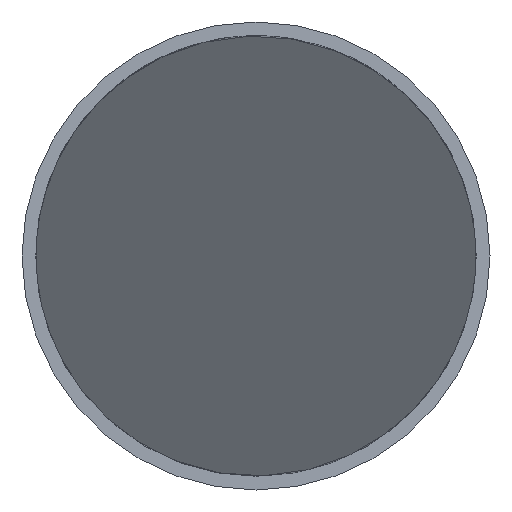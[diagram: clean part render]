
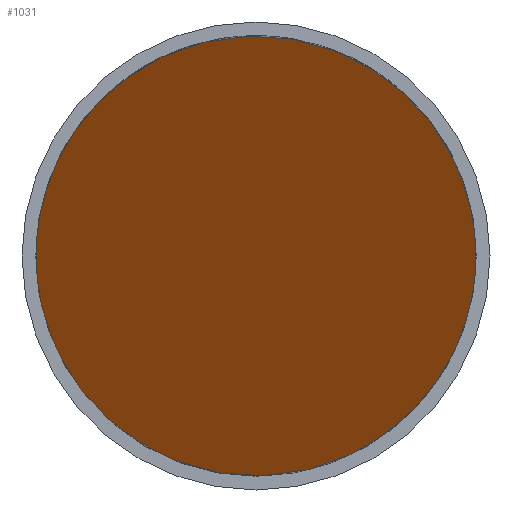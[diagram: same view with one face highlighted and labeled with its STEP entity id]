
A CAD part, front view. The second image highlights one B-rep face of the part: STEP entity #1031.
In plain terms, the highlighted planar face has unit normal (-0.707, -0.707, 0).
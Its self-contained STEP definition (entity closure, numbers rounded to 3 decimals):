
#150 = PLANE ( 'NONE',  #577 ) ;
#323 = VERTEX_POINT ( 'NONE', #2730 ) ;
#355 = ORIENTED_EDGE ( 'NONE', *, *, #414, .T. ) ;
#414 = EDGE_CURVE ( 'Defeature ausgef�hrt2_16+Defeature ausgef�hrt2_10+Defeature ausgef�hrt2_10+Defeature ausgef�hrt2_10', #967, #323, #2913, .T. ) ;
#519 = CARTESIAN_POINT ( 'NONE',  ( 3.995, -57., 7.99 ) ) ;
#577 = AXIS2_PLACEMENT_3D ( 'NONE', #3074, #2322, #1380 ) ;
#636 = CARTESIAN_POINT ( 'NONE',  ( -3.995, -49.01, 0. ) ) ;
#731 = FACE_OUTER_BOUND ( 'NONE', #2015, .T. ) ;
#967 = VERTEX_POINT ( 'NONE', #1371 ) ;
#1031 = ADVANCED_FACE ( 'Defeature ausgef�hrt2_16', ( #731 ), #150, .F. ) ;
#1065 = CARTESIAN_POINT ( 'NONE',  ( 3.995, -57., -7.99 ) ) ;
#1297 = CARTESIAN_POINT ( 'NONE',  ( 3.995, -57., 0. ) ) ;
#1371 = CARTESIAN_POINT ( 'NONE',  ( -3.995, -49.01, 0. ) ) ;
#1380 = DIRECTION ( 'NONE',  ( -0.707, 0.707, 0. ) ) ;
#1599 = CARTESIAN_POINT ( 'NONE',  ( -3.995, -49.01, -7.99 ) ) ;
#1731 =( BOUNDED_CURVE ( )  B_SPLINE_CURVE ( 3, ( #2960, #519, #1949, #1971 ),
 .UNSPECIFIED., .F., .F. ) 
 B_SPLINE_CURVE_WITH_KNOTS ( ( 4, 4 ),
 ( 3.142, 6.283 ),
 .UNSPECIFIED. ) 
 CURVE ( )  GEOMETRIC_REPRESENTATION_ITEM ( )  RATIONAL_B_SPLINE_CURVE ( ( 1., 0.333, 0.333, 1. ) ) 
 REPRESENTATION_ITEM ( '' )  );
#1949 = CARTESIAN_POINT ( 'NONE',  ( -3.995, -49.01, 7.99 ) ) ;
#1971 = CARTESIAN_POINT ( 'NONE',  ( -3.995, -49.01, 0. ) ) ;
#2015 = EDGE_LOOP ( 'NONE', ( #355, #2589 ) ) ;
#2322 = DIRECTION ( 'NONE',  ( 0.707, 0.707, 0. ) ) ;
#2408 = EDGE_CURVE ( 'Defeature ausgef�hrt2_16+Defeature ausgef�hrt2_10+Defeature ausgef�hrt2_10+Defeature ausgef�hrt2_10', #323, #967, #1731, .T. ) ;
#2589 = ORIENTED_EDGE ( 'NONE', *, *, #2408, .T. ) ;
#2730 = CARTESIAN_POINT ( 'NONE',  ( 3.995, -57., 0. ) ) ;
#2913 =( BOUNDED_CURVE ( )  B_SPLINE_CURVE ( 3, ( #636, #1599, #1065, #1297 ),
 .UNSPECIFIED., .F., .F. ) 
 B_SPLINE_CURVE_WITH_KNOTS ( ( 4, 4 ),
 ( 0., 3.142 ),
 .UNSPECIFIED. ) 
 CURVE ( )  GEOMETRIC_REPRESENTATION_ITEM ( )  RATIONAL_B_SPLINE_CURVE ( ( 1., 0.333, 0.333, 1. ) ) 
 REPRESENTATION_ITEM ( '' )  );
#2960 = CARTESIAN_POINT ( 'NONE',  ( 3.995, -57., 0. ) ) ;
#3074 = CARTESIAN_POINT ( 'NONE',  ( -3.995, -49.01, -4.25 ) ) ;
